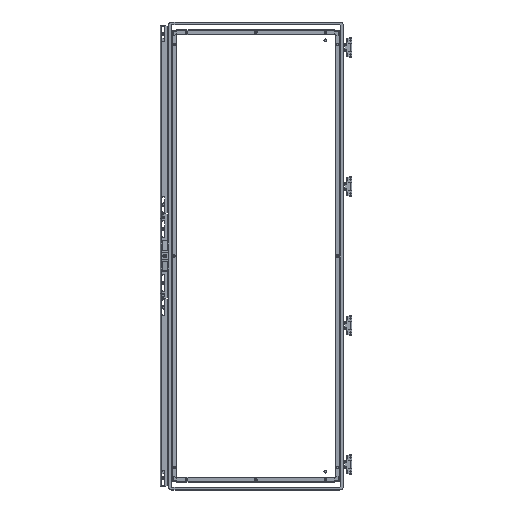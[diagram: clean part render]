
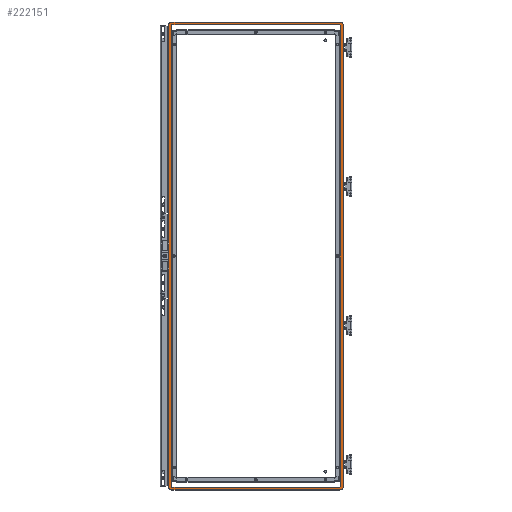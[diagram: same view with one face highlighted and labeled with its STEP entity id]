
A CAD part, top view. The second image highlights one B-rep face of the part: STEP entity #222151.
In plain terms, the highlighted face is planar.
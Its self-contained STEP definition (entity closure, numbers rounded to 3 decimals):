
#1061 = DIRECTION ( 'NONE',  ( -1., 0., 0. ) ) ;
#4006 = LINE ( 'NONE', #167820, #136586 ) ;
#6650 = ORIENTED_EDGE ( 'NONE', *, *, #42140, .T. ) ;
#8136 = CARTESIAN_POINT ( 'NONE',  ( 350., -953., -0.481 ) ) ;
#12695 = ORIENTED_EDGE ( 'NONE', *, *, #35126, .T. ) ;
#15560 = DIRECTION ( 'NONE',  ( 1., 0., 0. ) ) ;
#16672 = DIRECTION ( 'NONE',  ( 0., 0., -1. ) ) ;
#17306 = ORIENTED_EDGE ( 'NONE', *, *, #150412, .F. ) ;
#19055 = DIRECTION ( 'NONE',  ( 0., 0., -1. ) ) ;
#24424 = VERTEX_POINT ( 'NONE', #170007 ) ;
#24632 = CARTESIAN_POINT ( 'NONE',  ( 362., 953., -0.481 ) ) ;
#26121 = ORIENTED_EDGE ( 'NONE', *, *, #246774, .F. ) ;
#29036 = EDGE_CURVE ( 'NONE', #213659, #72049, #47754, .T. ) ;
#30041 = DIRECTION ( 'NONE',  ( -1., 0., 0. ) ) ;
#32403 = ORIENTED_EDGE ( 'NONE', *, *, #135975, .F. ) ;
#35126 = EDGE_CURVE ( 'NONE', #83225, #213659, #242017, .T. ) ;
#35727 = LINE ( 'NONE', #52780, #113266 ) ;
#41126 = CARTESIAN_POINT ( 'NONE',  ( 347., -953., -0.481 ) ) ;
#42140 = EDGE_CURVE ( 'NONE', #246627, #210249, #181515, .T. ) ;
#42917 = EDGE_CURVE ( 'NONE', #72049, #246627, #75247, .T. ) ;
#43543 = DIRECTION ( 'NONE',  ( 0., 0., -1. ) ) ;
#43554 = DIRECTION ( 'NONE',  ( 0., 0., -1. ) ) ;
#46322 = CARTESIAN_POINT ( 'NONE',  ( 347., 953., -0.481 ) ) ;
#47754 = CIRCLE ( 'NONE', #188297, 15. ) ;
#49898 = CARTESIAN_POINT ( 'NONE',  ( -362., 953., -0.481 ) ) ;
#50069 = VERTEX_POINT ( 'NONE', #144823 ) ;
#50364 = ORIENTED_EDGE ( 'NONE', *, *, #266990, .F. ) ;
#50755 = AXIS2_PLACEMENT_3D ( 'NONE', #122137, #19055, #104934 ) ;
#51790 = CIRCLE ( 'NONE', #238028, 3. ) ;
#52780 = CARTESIAN_POINT ( 'NONE',  ( 362., -953., -0.481 ) ) ;
#53018 = ORIENTED_EDGE ( 'NONE', *, *, #54048, .T. ) ;
#53371 = VERTEX_POINT ( 'NONE', #151188 ) ;
#54048 = EDGE_CURVE ( 'NONE', #242761, #24424, #65012, .T. ) ;
#56526 = CARTESIAN_POINT ( 'NONE',  ( -362., -953., -0.481 ) ) ;
#61300 = AXIS2_PLACEMENT_3D ( 'NONE', #146278, #207070, #64011 ) ;
#62176 = DIRECTION ( 'NONE',  ( -1., 0., 0. ) ) ;
#64011 = DIRECTION ( 'NONE',  ( -1., 0., 0. ) ) ;
#65012 = CIRCLE ( 'NONE', #61300, 15. ) ;
#65608 = ORIENTED_EDGE ( 'NONE', *, *, #74218, .T. ) ;
#66591 = CARTESIAN_POINT ( 'NONE',  ( -350., 953., -0.481 ) ) ;
#69900 = CARTESIAN_POINT ( 'NONE',  ( 350., -953., -0.481 ) ) ;
#70845 = LINE ( 'NONE', #246116, #77345 ) ;
#72049 = VERTEX_POINT ( 'NONE', #229646 ) ;
#73564 = DIRECTION ( 'NONE',  ( 0., 1., 0. ) ) ;
#74004 = EDGE_CURVE ( 'NONE', #104771, #242860, #265123, .T. ) ;
#74218 = EDGE_CURVE ( 'NONE', #24424, #50069, #70845, .T. ) ;
#75247 = LINE ( 'NONE', #234282, #237107 ) ;
#76177 = CARTESIAN_POINT ( 'NONE',  ( -347., 956., -0.481 ) ) ;
#77345 = VECTOR ( 'NONE', #208000, 1000. ) ;
#82366 = DIRECTION ( 'NONE',  ( -1., 0., 0. ) ) ;
#83225 = VERTEX_POINT ( 'NONE', #56526 ) ;
#86127 = DIRECTION ( 'NONE',  ( 0., 0., -1. ) ) ;
#93531 = VECTOR ( 'NONE', #30041, 1000. ) ;
#95477 = CARTESIAN_POINT ( 'NONE',  ( -347., 956., -0.481 ) ) ;
#95907 = DIRECTION ( 'NONE',  ( 0., 1., 0. ) ) ;
#100473 = DIRECTION ( 'NONE',  ( 0., 0., -1. ) ) ;
#102409 = EDGE_CURVE ( 'NONE', #104771, #235187, #192061, .T. ) ;
#102586 = DIRECTION ( 'NONE',  ( -1., 0., 0. ) ) ;
#102696 = LINE ( 'NONE', #76177, #135061 ) ;
#104771 = VERTEX_POINT ( 'NONE', #69900 ) ;
#104934 = DIRECTION ( 'NONE',  ( -1., 0., 0. ) ) ;
#109838 = CARTESIAN_POINT ( 'NONE',  ( 347., -956., -0.481 ) ) ;
#113266 = VECTOR ( 'NONE', #73564, 1000. ) ;
#117245 = CARTESIAN_POINT ( 'NONE',  ( -350., -953., -0.481 ) ) ;
#119389 = AXIS2_PLACEMENT_3D ( 'NONE', #120383, #100473, #82366 ) ;
#119907 = CIRCLE ( 'NONE', #145268, 3. ) ;
#120383 = CARTESIAN_POINT ( 'NONE',  ( 362., -953., -0.481 ) ) ;
#122137 = CARTESIAN_POINT ( 'NONE',  ( -347., 953., -0.481 ) ) ;
#122337 = EDGE_LOOP ( 'NONE', ( #207276, #221179, #32403, #134391, #17306, #50364, #133556, #26121 ) ) ;
#122494 = VERTEX_POINT ( 'NONE', #209436 ) ;
#122778 = CIRCLE ( 'NONE', #232553, 15. ) ;
#123006 = CARTESIAN_POINT ( 'NONE',  ( 350., 953., -0.481 ) ) ;
#124109 = CARTESIAN_POINT ( 'NONE',  ( 347., 968., -0.481 ) ) ;
#131689 = ORIENTED_EDGE ( 'NONE', *, *, #42917, .T. ) ;
#133556 = ORIENTED_EDGE ( 'NONE', *, *, #216168, .F. ) ;
#134391 = ORIENTED_EDGE ( 'NONE', *, *, #185057, .F. ) ;
#135061 = VECTOR ( 'NONE', #15560, 1000. ) ;
#135776 = FACE_OUTER_BOUND ( 'NONE', #140543, .T. ) ;
#135975 = EDGE_CURVE ( 'NONE', #53371, #242860, #119907, .T. ) ;
#136586 = VECTOR ( 'NONE', #185096, 1000. ) ;
#140543 = EDGE_LOOP ( 'NONE', ( #223697, #53018, #65608, #185243, #12695, #220490, #131689, #6650 ) ) ;
#144823 = CARTESIAN_POINT ( 'NONE',  ( -347., -968., -0.481 ) ) ;
#145268 = AXIS2_PLACEMENT_3D ( 'NONE', #169145, #43543, #145573 ) ;
#145573 = DIRECTION ( 'NONE',  ( -1., 0., 0. ) ) ;
#146102 = AXIS2_PLACEMENT_3D ( 'NONE', #41126, #16672, #102586 ) ;
#146278 = CARTESIAN_POINT ( 'NONE',  ( 347., -953., -0.481 ) ) ;
#150412 = EDGE_CURVE ( 'NONE', #191596, #174308, #208030, .T. ) ;
#151188 = CARTESIAN_POINT ( 'NONE',  ( 347., 956., -0.481 ) ) ;
#151790 = VECTOR ( 'NONE', #151907, 1000. ) ;
#151907 = DIRECTION ( 'NONE',  ( 0., 1., 0. ) ) ;
#153486 = VERTEX_POINT ( 'NONE', #117245 ) ;
#154184 = DIRECTION ( 'NONE',  ( 0., 0., -1. ) ) ;
#155290 = FACE_BOUND ( 'NONE', #122337, .T. ) ;
#164365 = DIRECTION ( 'NONE',  ( 0., 0., -1. ) ) ;
#167820 = CARTESIAN_POINT ( 'NONE',  ( -350., -953., -0.481 ) ) ;
#169145 = CARTESIAN_POINT ( 'NONE',  ( 347., 953., -0.481 ) ) ;
#169278 = DIRECTION ( 'NONE',  ( -1., 0., 0. ) ) ;
#170007 = CARTESIAN_POINT ( 'NONE',  ( 347., -968., -0.481 ) ) ;
#174308 = VERTEX_POINT ( 'NONE', #95477 ) ;
#177906 = AXIS2_PLACEMENT_3D ( 'NONE', #46322, #86127, #169278 ) ;
#178322 = CARTESIAN_POINT ( 'NONE',  ( 362., -953., -0.481 ) ) ;
#181515 = CIRCLE ( 'NONE', #177906, 15. ) ;
#181931 = PLANE ( 'NONE',  #119389 ) ;
#184298 = CARTESIAN_POINT ( 'NONE',  ( -347., -953., -0.481 ) ) ;
#185057 = EDGE_CURVE ( 'NONE', #174308, #53371, #102696, .T. ) ;
#185096 = DIRECTION ( 'NONE',  ( 0., 1., 0. ) ) ;
#185243 = ORIENTED_EDGE ( 'NONE', *, *, #262743, .T. ) ;
#186795 = VECTOR ( 'NONE', #95907, 1000. ) ;
#188297 = AXIS2_PLACEMENT_3D ( 'NONE', #217574, #154184, #258304 ) ;
#191596 = VERTEX_POINT ( 'NONE', #66591 ) ;
#192061 = CIRCLE ( 'NONE', #146102, 3. ) ;
#196384 = CARTESIAN_POINT ( 'NONE',  ( 347., -956., -0.481 ) ) ;
#196967 = DIRECTION ( 'NONE',  ( 1., 0., 0. ) ) ;
#197590 = EDGE_CURVE ( 'NONE', #242761, #210249, #35727, .T. ) ;
#207070 = DIRECTION ( 'NONE',  ( 0., 0., -1. ) ) ;
#207276 = ORIENTED_EDGE ( 'NONE', *, *, #102409, .F. ) ;
#208000 = DIRECTION ( 'NONE',  ( -1., 0., 0. ) ) ;
#208030 = CIRCLE ( 'NONE', #50755, 3. ) ;
#209436 = CARTESIAN_POINT ( 'NONE',  ( -347., -956., -0.481 ) ) ;
#210249 = VERTEX_POINT ( 'NONE', #24632 ) ;
#213659 = VERTEX_POINT ( 'NONE', #49898 ) ;
#216168 = EDGE_CURVE ( 'NONE', #122494, #153486, #51790, .T. ) ;
#217574 = CARTESIAN_POINT ( 'NONE',  ( -347., 953., -0.481 ) ) ;
#220490 = ORIENTED_EDGE ( 'NONE', *, *, #29036, .T. ) ;
#221179 = ORIENTED_EDGE ( 'NONE', *, *, #74004, .T. ) ;
#222151 = ADVANCED_FACE ( '�����1', ( #155290, #135776 ), #181931, .T. ) ;
#223697 = ORIENTED_EDGE ( 'NONE', *, *, #197590, .F. ) ;
#227283 = CARTESIAN_POINT ( 'NONE',  ( -347., -953., -0.481 ) ) ;
#229646 = CARTESIAN_POINT ( 'NONE',  ( -347., 968., -0.481 ) ) ;
#229666 = LINE ( 'NONE', #196384, #93531 ) ;
#232553 = AXIS2_PLACEMENT_3D ( 'NONE', #227283, #43554, #1061 ) ;
#234282 = CARTESIAN_POINT ( 'NONE',  ( -347., 968., -0.481 ) ) ;
#235187 = VERTEX_POINT ( 'NONE', #109838 ) ;
#237107 = VECTOR ( 'NONE', #196967, 1000. ) ;
#238028 = AXIS2_PLACEMENT_3D ( 'NONE', #184298, #164365, #62176 ) ;
#239900 = CARTESIAN_POINT ( 'NONE',  ( -362., -953., -0.481 ) ) ;
#242017 = LINE ( 'NONE', #239900, #186795 ) ;
#242761 = VERTEX_POINT ( 'NONE', #178322 ) ;
#242860 = VERTEX_POINT ( 'NONE', #123006 ) ;
#246116 = CARTESIAN_POINT ( 'NONE',  ( 347., -968., -0.481 ) ) ;
#246627 = VERTEX_POINT ( 'NONE', #124109 ) ;
#246774 = EDGE_CURVE ( 'NONE', #235187, #122494, #229666, .T. ) ;
#258304 = DIRECTION ( 'NONE',  ( -1., 0., 0. ) ) ;
#262743 = EDGE_CURVE ( 'NONE', #50069, #83225, #122778, .T. ) ;
#265123 = LINE ( 'NONE', #8136, #151790 ) ;
#266990 = EDGE_CURVE ( 'NONE', #153486, #191596, #4006, .T. ) ;
